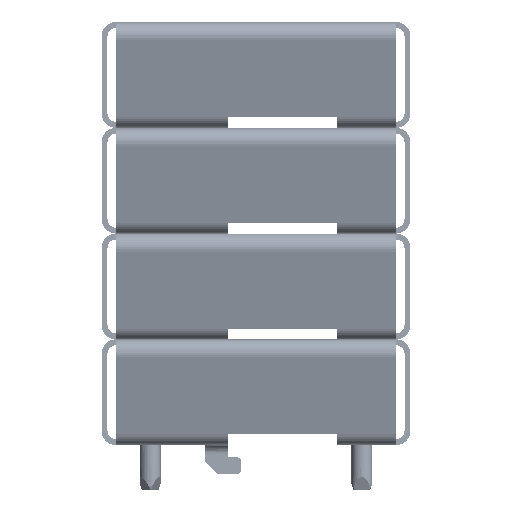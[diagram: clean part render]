
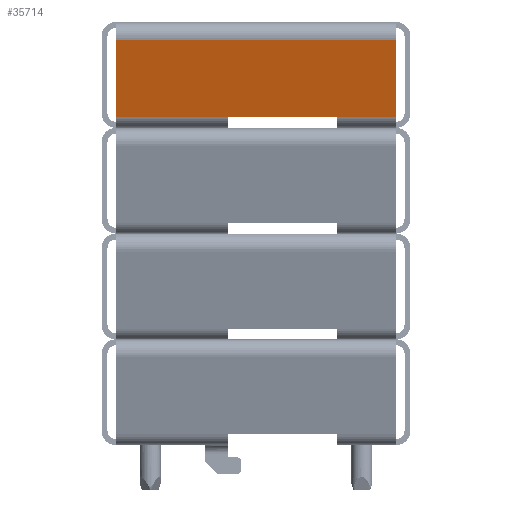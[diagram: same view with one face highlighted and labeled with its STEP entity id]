
A CAD part, left-side view. The second image highlights one B-rep face of the part: STEP entity #35714.
In plain terms, the highlighted planar face has unit normal (-0.966, 0, -0.259).
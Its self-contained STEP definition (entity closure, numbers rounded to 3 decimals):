
#167 = VECTOR ( 'NONE', #15879, 1000. ) ;
#3233 = EDGE_CURVE ( 'NONE', #41780, #15631, #11354, .T. ) ;
#4787 = VECTOR ( 'NONE', #9163, 1000. ) ;
#4884 = VECTOR ( 'NONE', #38369, 1000. ) ;
#6402 = DIRECTION ( 'NONE',  ( 0.259, 0., -0.966 ) ) ;
#6837 = CARTESIAN_POINT ( 'NONE',  ( -372.007, -33.1, -9.98 ) ) ;
#8985 = CARTESIAN_POINT ( 'NONE',  ( -372.007, 33.1, -9.98 ) ) ;
#9163 = DIRECTION ( 'NONE',  ( 0., -1., 0. ) ) ;
#9828 = FACE_OUTER_BOUND ( 'NONE', #23920, .T. ) ;
#10092 = VERTEX_POINT ( 'NONE', #29341 ) ;
#11354 = LINE ( 'NONE', #33250, #4787 ) ;
#11633 = LINE ( 'NONE', #6837, #41333 ) ;
#12099 = AXIS2_PLACEMENT_3D ( 'NONE', #8985, #19291, #43931 ) ;
#12297 = LINE ( 'NONE', #26203, #30462 ) ;
#13786 = EDGE_CURVE ( 'NONE', #39048, #10092, #11633, .T. ) ;
#15631 = VERTEX_POINT ( 'NONE', #42810 ) ;
#15879 = DIRECTION ( 'NONE',  ( 0., 1., 0. ) ) ;
#17638 = ORIENTED_EDGE ( 'NONE', *, *, #3233, .T. ) ;
#18418 = VERTEX_POINT ( 'NONE', #19174 ) ;
#19069 = EDGE_CURVE ( 'NONE', #18418, #39048, #12297, .T. ) ;
#19174 = CARTESIAN_POINT ( 'NONE',  ( -376.884, 33.1, 8.22 ) ) ;
#19291 = DIRECTION ( 'NONE',  ( 0.966, 0., 0.259 ) ) ;
#19652 = DIRECTION ( 'NONE',  ( 0., -1., 0. ) ) ;
#22396 = LINE ( 'NONE', #28234, #4884 ) ;
#22423 = CARTESIAN_POINT ( 'NONE',  ( -372.007, 33.1, -9.98 ) ) ;
#23920 = EDGE_LOOP ( 'NONE', ( #35723, #36554, #34529, #17638, #42840, #33023 ) ) ;
#24942 = CARTESIAN_POINT ( 'NONE',  ( -372.007, 33.1, -9.98 ) ) ;
#25651 = EDGE_CURVE ( 'NONE', #33177, #10092, #22396, .T. ) ;
#25977 = PLANE ( 'NONE',  #12099 ) ;
#26203 = CARTESIAN_POINT ( 'NONE',  ( -376.884, 33.1, 8.22 ) ) ;
#28153 = DIRECTION ( 'NONE',  ( -0.259, 0., 0.966 ) ) ;
#28234 = CARTESIAN_POINT ( 'NONE',  ( -372.007, 33.1, -9.98 ) ) ;
#28995 = CARTESIAN_POINT ( 'NONE',  ( -372.007, -19.1, -9.98 ) ) ;
#29341 = CARTESIAN_POINT ( 'NONE',  ( -372.007, -33.1, -9.98 ) ) ;
#30462 = VECTOR ( 'NONE', #19652, 1000. ) ;
#33023 = ORIENTED_EDGE ( 'NONE', *, *, #25651, .T. ) ;
#33177 = VERTEX_POINT ( 'NONE', #28995 ) ;
#33250 = CARTESIAN_POINT ( 'NONE',  ( -372.007, 33.1, -9.98 ) ) ;
#34529 = ORIENTED_EDGE ( 'NONE', *, *, #38150, .F. ) ;
#35714 = ADVANCED_FACE ( 'NONE', ( #9828 ), #25977, .F. ) ;
#35723 = ORIENTED_EDGE ( 'NONE', *, *, #13786, .F. ) ;
#36554 = ORIENTED_EDGE ( 'NONE', *, *, #19069, .F. ) ;
#38150 = EDGE_CURVE ( 'NONE', #41780, #18418, #39996, .T. ) ;
#38369 = DIRECTION ( 'NONE',  ( 0., -1., 0. ) ) ;
#38577 = LINE ( 'NONE', #43426, #167 ) ;
#39048 = VERTEX_POINT ( 'NONE', #40246 ) ;
#39996 = LINE ( 'NONE', #24942, #40549 ) ;
#40246 = CARTESIAN_POINT ( 'NONE',  ( -376.884, -33.1, 8.22 ) ) ;
#40549 = VECTOR ( 'NONE', #28153, 1000. ) ;
#41333 = VECTOR ( 'NONE', #6402, 1000. ) ;
#41780 = VERTEX_POINT ( 'NONE', #22423 ) ;
#41834 = EDGE_CURVE ( 'NONE', #33177, #15631, #38577, .T. ) ;
#42810 = CARTESIAN_POINT ( 'NONE',  ( -372.007, 6.5, -9.98 ) ) ;
#42840 = ORIENTED_EDGE ( 'NONE', *, *, #41834, .F. ) ;
#43426 = CARTESIAN_POINT ( 'NONE',  ( -372.007, -23.47, -9.98 ) ) ;
#43931 = DIRECTION ( 'NONE',  ( 0.259, 0., -0.966 ) ) ;
